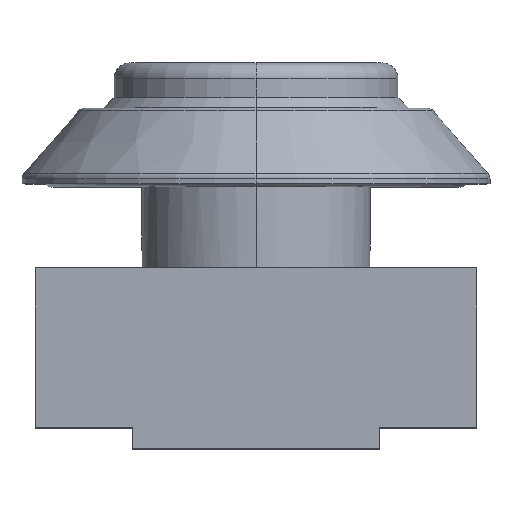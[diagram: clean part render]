
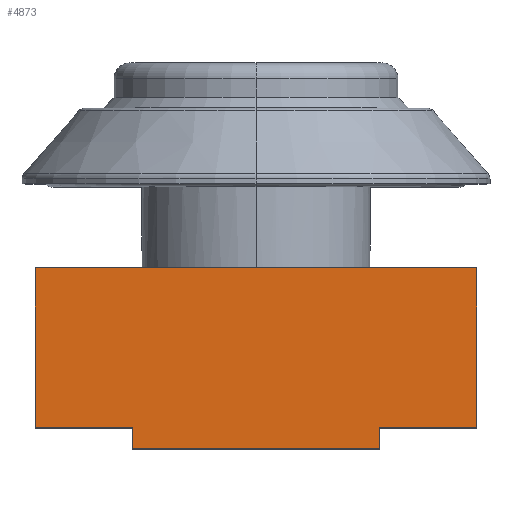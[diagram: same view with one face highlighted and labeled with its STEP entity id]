
A CAD part, top view. The second image highlights one B-rep face of the part: STEP entity #4873.
In plain terms, the highlighted planar face has unit normal (0, 0, 1).
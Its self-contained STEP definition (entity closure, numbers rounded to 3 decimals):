
#43 = LINE ( 'NONE', #1751, #2819 ) ;
#207 = VERTEX_POINT ( 'NONE', #776 ) ;
#219 = CARTESIAN_POINT ( 'NONE',  ( 21., -8., 15. ) ) ;
#307 = ORIENTED_EDGE ( 'NONE', *, *, #2655, .T. ) ;
#614 = CARTESIAN_POINT ( 'NONE',  ( 21., -8., 15. ) ) ;
#716 = VECTOR ( 'NONE', #996, 1000. ) ;
#776 = CARTESIAN_POINT ( 'NONE',  ( 21., -23.2, 15. ) ) ;
#820 = CARTESIAN_POINT ( 'NONE',  ( -21., -25.2, 15. ) ) ;
#975 = VECTOR ( 'NONE', #4391, 1000. ) ;
#996 = DIRECTION ( 'NONE',  ( 0., 1., 0. ) ) ;
#1216 = VECTOR ( 'NONE', #1345, 1000. ) ;
#1345 = DIRECTION ( 'NONE',  ( 0., 1., 0. ) ) ;
#1399 = EDGE_CURVE ( 'NONE', #2216, #6040, #5512, .T. ) ;
#1416 = PLANE ( 'NONE',  #2816 ) ;
#1425 = VECTOR ( 'NONE', #4052, 1000. ) ;
#1518 = CARTESIAN_POINT ( 'NONE',  ( 21., -25.2, 15. ) ) ;
#1524 = VECTOR ( 'NONE', #3428, 1000. ) ;
#1566 = VERTEX_POINT ( 'NONE', #6351 ) ;
#1658 = EDGE_CURVE ( 'NONE', #4435, #3892, #5315, .T. ) ;
#1751 = CARTESIAN_POINT ( 'NONE',  ( 21., -23.2, 15. ) ) ;
#1953 = DIRECTION ( 'NONE',  ( 0., 0., -1. ) ) ;
#2216 = VERTEX_POINT ( 'NONE', #6412 ) ;
#2228 = VERTEX_POINT ( 'NONE', #5430 ) ;
#2253 = VECTOR ( 'NONE', #4684, 1000. ) ;
#2257 = ORIENTED_EDGE ( 'NONE', *, *, #1399, .F. ) ;
#2328 = ORIENTED_EDGE ( 'NONE', *, *, #2491, .F. ) ;
#2354 = LINE ( 'NONE', #219, #5217 ) ;
#2372 = EDGE_CURVE ( 'NONE', #5142, #3892, #2354, .T. ) ;
#2491 = EDGE_CURVE ( 'NONE', #2228, #2216, #2896, .T. ) ;
#2631 = CARTESIAN_POINT ( 'NONE',  ( -21., -23.2, 15. ) ) ;
#2636 = FACE_OUTER_BOUND ( 'NONE', #6663, .T. ) ;
#2655 = EDGE_CURVE ( 'NONE', #207, #5142, #3453, .T. ) ;
#2816 = AXIS2_PLACEMENT_3D ( 'NONE', #5010, #1953, #5517 ) ;
#2819 = VECTOR ( 'NONE', #3255, 1000. ) ;
#2896 = LINE ( 'NONE', #2918, #1524 ) ;
#2918 = CARTESIAN_POINT ( 'NONE',  ( 21., -25.2, 15. ) ) ;
#3013 = ORIENTED_EDGE ( 'NONE', *, *, #5086, .F. ) ;
#3255 = DIRECTION ( 'NONE',  ( -1., 0., 0. ) ) ;
#3428 = DIRECTION ( 'NONE',  ( -1., 0., 0. ) ) ;
#3432 = CARTESIAN_POINT ( 'NONE',  ( -21., -23.2, 15. ) ) ;
#3453 = LINE ( 'NONE', #1518, #716 ) ;
#3825 = DIRECTION ( 'NONE',  ( -1., 0., 0. ) ) ;
#3888 = CARTESIAN_POINT ( 'NONE',  ( 11.75, -25.2, 15. ) ) ;
#3892 = VERTEX_POINT ( 'NONE', #4833 ) ;
#3991 = EDGE_CURVE ( 'NONE', #1566, #2228, #6418, .T. ) ;
#4052 = DIRECTION ( 'NONE',  ( 0., 1., 0. ) ) ;
#4391 = DIRECTION ( 'NONE',  ( 0., -1., 0. ) ) ;
#4435 = VERTEX_POINT ( 'NONE', #3432 ) ;
#4440 = ORIENTED_EDGE ( 'NONE', *, *, #1658, .F. ) ;
#4684 = DIRECTION ( 'NONE',  ( -1., 0., 0. ) ) ;
#4833 = CARTESIAN_POINT ( 'NONE',  ( -21., -8., 15. ) ) ;
#4873 = ADVANCED_FACE ( 'NONE', ( #2636 ), #1416, .F. ) ;
#5010 = CARTESIAN_POINT ( 'NONE',  ( 21., -25.2, 15. ) ) ;
#5080 = ORIENTED_EDGE ( 'NONE', *, *, #3991, .F. ) ;
#5086 = EDGE_CURVE ( 'NONE', #6040, #4435, #6297, .T. ) ;
#5142 = VERTEX_POINT ( 'NONE', #614 ) ;
#5217 = VECTOR ( 'NONE', #3825, 1000. ) ;
#5254 = ORIENTED_EDGE ( 'NONE', *, *, #2372, .T. ) ;
#5315 = LINE ( 'NONE', #820, #1216 ) ;
#5406 = CARTESIAN_POINT ( 'NONE',  ( -11.75, -25.2, 15. ) ) ;
#5430 = CARTESIAN_POINT ( 'NONE',  ( 11.75, -25.2, 15. ) ) ;
#5494 = ORIENTED_EDGE ( 'NONE', *, *, #6037, .F. ) ;
#5512 = LINE ( 'NONE', #5406, #1425 ) ;
#5517 = DIRECTION ( 'NONE',  ( -1., 0., 0. ) ) ;
#6037 = EDGE_CURVE ( 'NONE', #207, #1566, #43, .T. ) ;
#6040 = VERTEX_POINT ( 'NONE', #6337 ) ;
#6297 = LINE ( 'NONE', #2631, #2253 ) ;
#6337 = CARTESIAN_POINT ( 'NONE',  ( -11.75, -23.2, 15. ) ) ;
#6351 = CARTESIAN_POINT ( 'NONE',  ( 11.75, -23.2, 15. ) ) ;
#6412 = CARTESIAN_POINT ( 'NONE',  ( -11.75, -25.2, 15. ) ) ;
#6418 = LINE ( 'NONE', #3888, #975 ) ;
#6663 = EDGE_LOOP ( 'NONE', ( #4440, #3013, #2257, #2328, #5080, #5494, #307, #5254 ) ) ;
